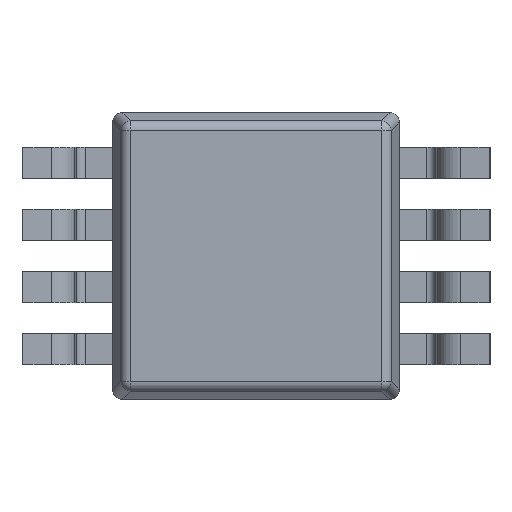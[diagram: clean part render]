
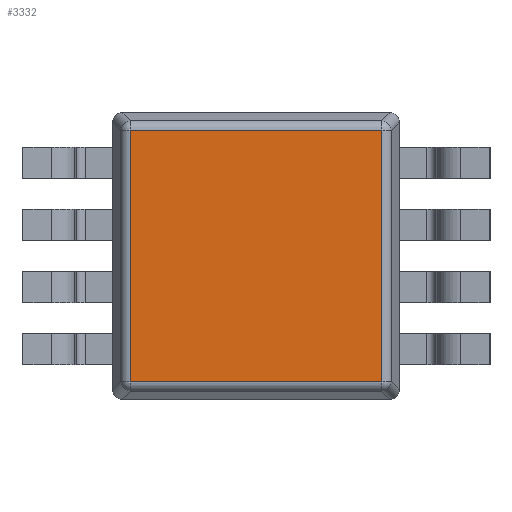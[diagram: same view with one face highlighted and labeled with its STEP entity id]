
A CAD part, front view. The second image highlights one B-rep face of the part: STEP entity #3332.
In plain terms, the highlighted planar face has unit normal (0, -1, 0).
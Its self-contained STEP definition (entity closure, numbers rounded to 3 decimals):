
#61 = LINE ( 'NONE', #689, #1970 ) ;
#225 = CARTESIAN_POINT ( 'NONE',  ( -1.317, 0.15, 1.317 ) ) ;
#327 = DIRECTION ( 'NONE',  ( 1., 0., 0. ) ) ;
#373 = EDGE_CURVE ( 'NONE', #3055, #2545, #2506, .T. ) ;
#689 = CARTESIAN_POINT ( 'NONE',  ( 1.394, 0.15, -1.317 ) ) ;
#717 = ORIENTED_EDGE ( 'NONE', *, *, #2245, .T. ) ;
#835 = CARTESIAN_POINT ( 'NONE',  ( 1.317, 0.15, 1.317 ) ) ;
#1101 = CARTESIAN_POINT ( 'NONE',  ( -1.394, 0.15, 1.317 ) ) ;
#1133 = LINE ( 'NONE', #1101, #3493 ) ;
#1263 = DIRECTION ( 'NONE',  ( 0., 0., -1. ) ) ;
#1369 = EDGE_LOOP ( 'NONE', ( #3362, #2680, #717, #3550 ) ) ;
#1443 = DIRECTION ( 'NONE',  ( -1., 0., 0. ) ) ;
#1870 = VECTOR ( 'NONE', #4765, 1000. ) ;
#1970 = VECTOR ( 'NONE', #327, 1000. ) ;
#2245 = EDGE_CURVE ( 'NONE', #4873, #3055, #61, .T. ) ;
#2506 = LINE ( 'NONE', #2900, #1870 ) ;
#2545 = VERTEX_POINT ( 'NONE', #835 ) ;
#2611 = CARTESIAN_POINT ( 'NONE',  ( 1.317, 0.15, -1.317 ) ) ;
#2680 = ORIENTED_EDGE ( 'NONE', *, *, #2868, .T. ) ;
#2693 = CARTESIAN_POINT ( 'NONE',  ( 0., 0.15, 0. ) ) ;
#2824 = DIRECTION ( 'NONE',  ( 0., 0., -1. ) ) ;
#2868 = EDGE_CURVE ( 'NONE', #4534, #4873, #4832, .T. ) ;
#2900 = CARTESIAN_POINT ( 'NONE',  ( 1.317, 0.15, 1.394 ) ) ;
#2935 = EDGE_CURVE ( 'NONE', #2545, #4534, #1133, .T. ) ;
#3055 = VERTEX_POINT ( 'NONE', #2611 ) ;
#3087 = DIRECTION ( 'NONE',  ( 0., -1., 0. ) ) ;
#3153 = PLANE ( 'NONE',  #4320 ) ;
#3332 = ADVANCED_FACE ( 'NONE', ( #4708 ), #3153, .T. ) ;
#3362 = ORIENTED_EDGE ( 'NONE', *, *, #2935, .T. ) ;
#3432 = VECTOR ( 'NONE', #2824, 1000. ) ;
#3493 = VECTOR ( 'NONE', #1443, 1000. ) ;
#3550 = ORIENTED_EDGE ( 'NONE', *, *, #373, .T. ) ;
#3632 = CARTESIAN_POINT ( 'NONE',  ( -1.317, 0.15, -1.394 ) ) ;
#4320 = AXIS2_PLACEMENT_3D ( 'NONE', #2693, #3087, #1263 ) ;
#4534 = VERTEX_POINT ( 'NONE', #225 ) ;
#4668 = CARTESIAN_POINT ( 'NONE',  ( -1.317, 0.15, -1.317 ) ) ;
#4708 = FACE_OUTER_BOUND ( 'NONE', #1369, .T. ) ;
#4765 = DIRECTION ( 'NONE',  ( 0., 0., 1. ) ) ;
#4832 = LINE ( 'NONE', #3632, #3432 ) ;
#4873 = VERTEX_POINT ( 'NONE', #4668 ) ;
